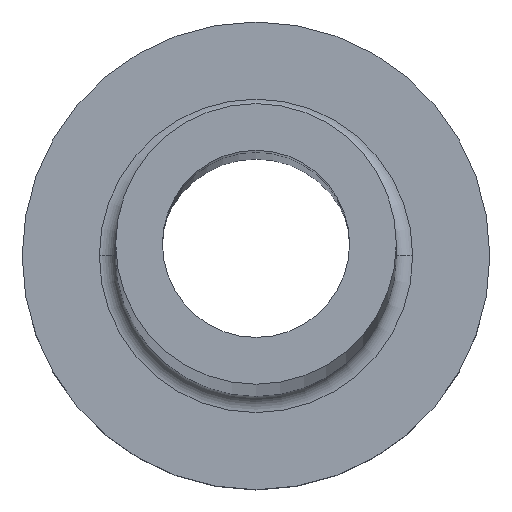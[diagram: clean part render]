
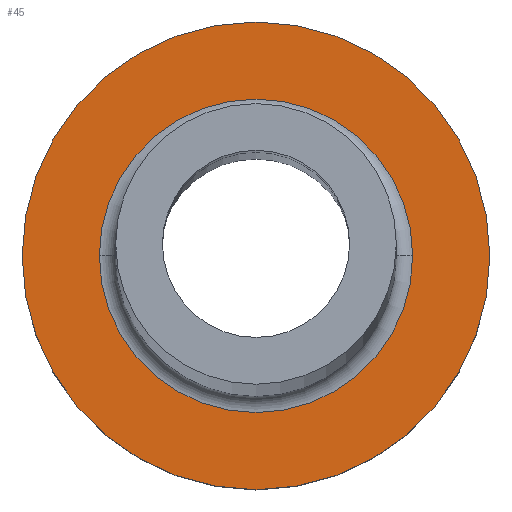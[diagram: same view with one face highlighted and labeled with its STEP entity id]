
A CAD part, top view. The second image highlights one B-rep face of the part: STEP entity #45.
In plain terms, the highlighted planar face has unit normal (0, 0, 1).
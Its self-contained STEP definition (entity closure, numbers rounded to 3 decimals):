
#10 = CARTESIAN_POINT ( 'NONE',  ( -6.7, 0., 7. ) ) ;
#14 = DIRECTION ( 'NONE',  ( 0., 0., 1. ) ) ;
#16 = CARTESIAN_POINT ( 'NONE',  ( 0., 0., 7. ) ) ;
#22 = EDGE_CURVE ( 'NONE', #397, #187, #132, .T. ) ;
#45 = ADVANCED_FACE ( 'NONE', ( #138, #183 ), #262, .T. ) ;
#59 = ORIENTED_EDGE ( 'NONE', *, *, #412, .T. ) ;
#67 = DIRECTION ( 'NONE',  ( 0., 0., 1. ) ) ;
#73 = VERTEX_POINT ( 'NONE', #381 ) ;
#72 = CIRCLE ( 'NONE', #413, 10. ) ;
#102 = ORIENTED_EDGE ( 'NONE', *, *, #291, .T. ) ;
#131 = VERTEX_POINT ( 'NONE', #133 ) ;
#132 = CIRCLE ( 'NONE', #374, 6.7 ) ;
#133 = CARTESIAN_POINT ( 'NONE',  ( 10., 0., 7. ) ) ;
#138 = FACE_BOUND ( 'NONE', #147, .T. ) ;
#147 = EDGE_LOOP ( 'NONE', ( #418, #235 ) ) ;
#158 = DIRECTION ( 'NONE',  ( 1., 0., 0. ) ) ;
#159 = DIRECTION ( 'NONE',  ( 1., 0., 0. ) ) ;
#162 = AXIS2_PLACEMENT_3D ( 'NONE', #16, #339, #158 ) ;
#179 = DIRECTION ( 'NONE',  ( 1., 0., 0. ) ) ;
#182 = CARTESIAN_POINT ( 'NONE',  ( 0., 0., 7. ) ) ;
#183 = FACE_OUTER_BOUND ( 'NONE', #198, .T. ) ;
#187 = VERTEX_POINT ( 'NONE', #346 ) ;
#198 = EDGE_LOOP ( 'NONE', ( #102, #59 ) ) ;
#200 = AXIS2_PLACEMENT_3D ( 'NONE', #394, #67, #223 ) ;
#202 = CARTESIAN_POINT ( 'NONE',  ( 0., 0., 7. ) ) ;
#223 = DIRECTION ( 'NONE',  ( 1., 0., 0. ) ) ;
#234 = DIRECTION ( 'NONE',  ( 0., 0., -1. ) ) ;
#235 = ORIENTED_EDGE ( 'NONE', *, *, #22, .T. ) ;
#262 = PLANE ( 'NONE',  #200 ) ;
#264 = DIRECTION ( 'NONE',  ( 0., 0., 1. ) ) ;
#291 = EDGE_CURVE ( 'NONE', #73, #131, #72, .T. ) ;
#294 = DIRECTION ( 'NONE',  ( 1., 0., 0. ) ) ;
#339 = DIRECTION ( 'NONE',  ( 0., 0., -1. ) ) ;
#346 = CARTESIAN_POINT ( 'NONE',  ( 6.7, 0., 7. ) ) ;
#356 = AXIS2_PLACEMENT_3D ( 'NONE', #202, #14, #159 ) ;
#360 = CARTESIAN_POINT ( 'NONE',  ( 0., 0., 7. ) ) ;
#366 = CIRCLE ( 'NONE', #162, 6.7 ) ;
#374 = AXIS2_PLACEMENT_3D ( 'NONE', #360, #234, #294 ) ;
#381 = CARTESIAN_POINT ( 'NONE',  ( -10., 0., 7. ) ) ;
#394 = CARTESIAN_POINT ( 'NONE',  ( 0., 0., 7. ) ) ;
#397 = VERTEX_POINT ( 'NONE', #10 ) ;
#408 = CIRCLE ( 'NONE', #356, 10. ) ;
#412 = EDGE_CURVE ( 'NONE', #131, #73, #408, .T. ) ;
#413 = AXIS2_PLACEMENT_3D ( 'NONE', #182, #264, #179 ) ;
#418 = ORIENTED_EDGE ( 'NONE', *, *, #420, .T. ) ;
#420 = EDGE_CURVE ( 'NONE', #187, #397, #366, .T. ) ;
